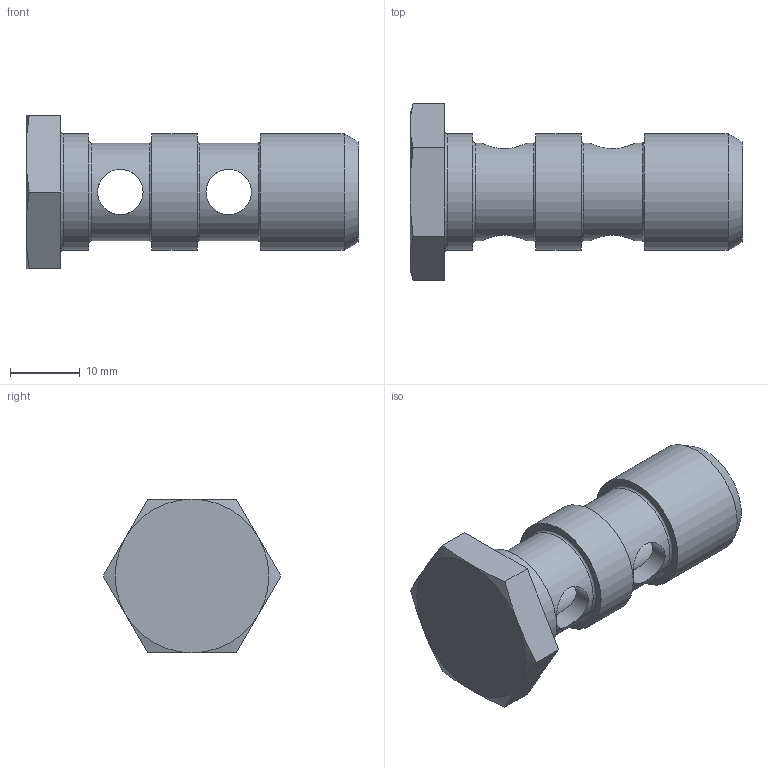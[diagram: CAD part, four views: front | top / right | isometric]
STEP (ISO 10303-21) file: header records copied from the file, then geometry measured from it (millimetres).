
FILE_DESCRIPTION(/* description */ ('STEP AP214'),/* implementation_level */ '2;1');
FILE_NAME(/* name */ '206148_VT-3_8-2',/* time_stamp */ '2024-09-17T11:18:45+02:00',/* author */ ('License CC BY-ND 4.0'),/* organization */ ('CADENAS'),/* preprocessor_version */ 'ST-DEVELOPER v19.3',/* originating_system */ 'PARTsolutions',/* authorisation */ ' ');
FILE_SCHEMA (('AUTOMOTIVE_DESIGN {1 0 10303 214 3 1 1}'));
Length unit declared in the file: millimetre
Products named in the file (1): 206148 VT-3/8-2
Bounding box: 47.5 x 25.4 x 22 mm (x, y, z)
Volume: 7329 mm3; surface area: 4457 mm2
Topology: 1 solids, 1 shells, 37 faces, 78 edges, 48 vertices
Faces by surface type: plane 13, cylinder 10, cone 9, torus 5
Full cylindrical faces by diameter (mm): 6.5 x4, 9 x1, 14 x2, 16.6 x2, 16.662 x1
Entity records: 1054 total; most frequent: CARTESIAN_POINT 321, DIRECTION 138, ORIENTED_EDGE 114, FACE_BOUND 69, EDGE_LOOP 68, AXIS2_PLACEMENT_3D 63, EDGE_CURVE 57, VERTEX_POINT 46
